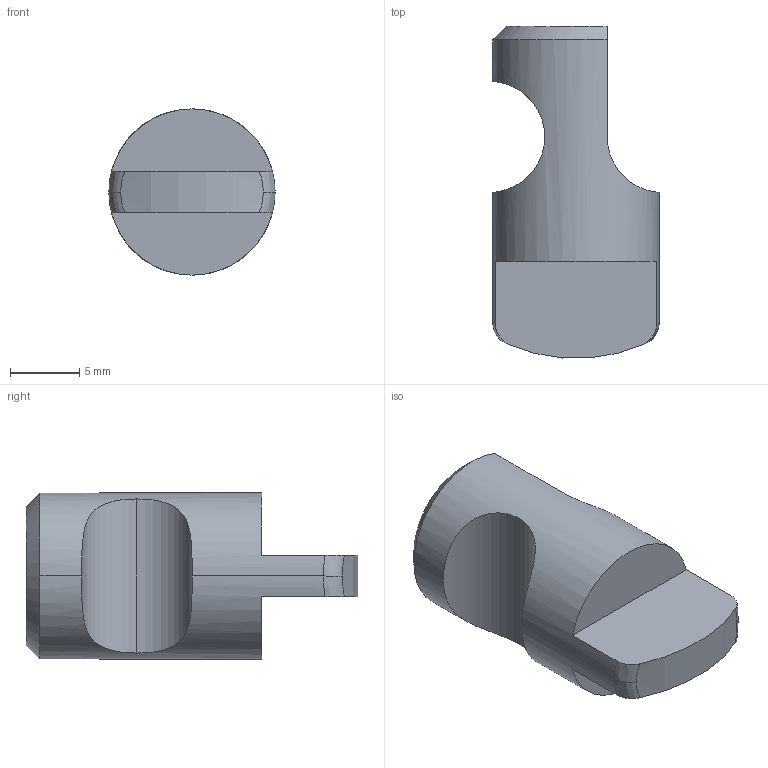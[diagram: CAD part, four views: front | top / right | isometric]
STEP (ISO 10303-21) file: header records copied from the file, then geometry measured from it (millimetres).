
FILE_DESCRIPTION(('CATIA V5 STEP Exchange'),'2;1');
FILE_NAME('Index oblond - 04 poussoir ressort.stp','2019-07-25T13:52:55+00:00',('none'),('none'),'CATIA Version 5 Release 21 GA (IN-10)','CATIA V5 STEP AP203','none');
FILE_SCHEMA(('CONFIG_CONTROL_DESIGN'));
Length unit declared in the file: millimetre
Products named in the file (1): Index oblond - 04 poussoir ressort
Bounding box: 12 x 23.96 x 12 mm (x, y, z)
Volume: 1641.2 mm3; surface area: 997.8 mm2
Topology: 1 solids, 1 shells, 17 faces, 44 edges, 29 vertices
Faces by surface type: cylinder 6, plane 6, bspline 4, cone 1
Entity records: 787 total; most frequent: CARTESIAN_POINT 394, ORIENTED_EDGE 88, EDGE_CURVE 44, DIRECTION 42, VERTEX_POINT 29, B_SPLINE_CURVE_WITH_KNOTS 22, AXIS2_PLACEMENT_3D 19, ADVANCED_FACE 17
